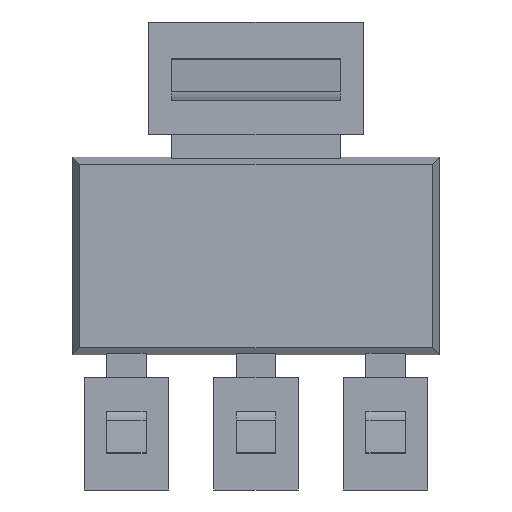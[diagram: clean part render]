
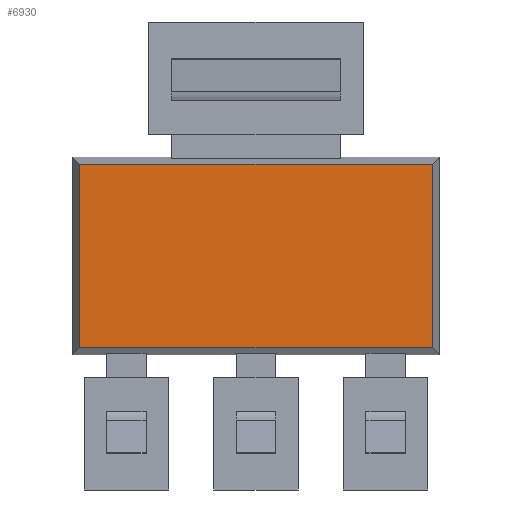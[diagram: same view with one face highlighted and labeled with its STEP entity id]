
A CAD part, front view. The second image highlights one B-rep face of the part: STEP entity #6930.
In plain terms, the highlighted planar face has unit normal (0, -1, 0).
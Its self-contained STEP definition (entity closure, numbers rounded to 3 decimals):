
#65 = VERTEX_POINT ( 'NONE', #8378 ) ;
#97 = EDGE_CURVE ( 'NONE', #8503, #1703, #5573, .T. ) ;
#423 = LINE ( 'NONE', #8548, #5535 ) ;
#769 = FACE_OUTER_BOUND ( 'NONE', #5365, .T. ) ;
#1577 = DIRECTION ( 'NONE',  ( 1., 0., 0. ) ) ;
#1703 = VERTEX_POINT ( 'NONE', #2765 ) ;
#1808 = VECTOR ( 'NONE', #8419, 1000. ) ;
#1923 = ORIENTED_EDGE ( 'NONE', *, *, #97, .T. ) ;
#2068 = CARTESIAN_POINT ( 'NONE',  ( 0., 0., 0. ) ) ;
#2279 = CARTESIAN_POINT ( 'NONE',  ( 3.125, 0., 0. ) ) ;
#2765 = CARTESIAN_POINT ( 'NONE',  ( -3.125, 0., 1.625 ) ) ;
#2801 = ORIENTED_EDGE ( 'NONE', *, *, #3822, .T. ) ;
#2845 = AXIS2_PLACEMENT_3D ( 'NONE', #2068, #4793, #4131 ) ;
#2912 = LINE ( 'NONE', #6450, #7263 ) ;
#2961 = CARTESIAN_POINT ( 'NONE',  ( 3.125, 0., 1.625 ) ) ;
#3458 = VERTEX_POINT ( 'NONE', #8369 ) ;
#3822 = EDGE_CURVE ( 'NONE', #3458, #65, #2912, .T. ) ;
#4131 = DIRECTION ( 'NONE',  ( 1., 0., 0. ) ) ;
#4410 = EDGE_CURVE ( 'NONE', #1703, #3458, #423, .T. ) ;
#4548 = VECTOR ( 'NONE', #8351, 1000. ) ;
#4693 = ORIENTED_EDGE ( 'NONE', *, *, #4410, .T. ) ;
#4793 = DIRECTION ( 'NONE',  ( 0., 1., 0. ) ) ;
#5024 = EDGE_CURVE ( 'NONE', #65, #8503, #6360, .T. ) ;
#5365 = EDGE_LOOP ( 'NONE', ( #6410, #1923, #4693, #2801 ) ) ;
#5535 = VECTOR ( 'NONE', #7115, 1000. ) ;
#5573 = LINE ( 'NONE', #5706, #1808 ) ;
#5706 = CARTESIAN_POINT ( 'NONE',  ( 0., 0., 1.625 ) ) ;
#6360 = LINE ( 'NONE', #2279, #4548 ) ;
#6410 = ORIENTED_EDGE ( 'NONE', *, *, #5024, .T. ) ;
#6450 = CARTESIAN_POINT ( 'NONE',  ( 0., 0., -1.625 ) ) ;
#6930 = ADVANCED_FACE ( 'NONE', ( #769 ), #8228, .F. ) ;
#7115 = DIRECTION ( 'NONE',  ( 0., 0., -1. ) ) ;
#7263 = VECTOR ( 'NONE', #1577, 1000. ) ;
#8228 = PLANE ( 'NONE',  #2845 ) ;
#8351 = DIRECTION ( 'NONE',  ( 0., 0., 1. ) ) ;
#8369 = CARTESIAN_POINT ( 'NONE',  ( -3.125, 0., -1.625 ) ) ;
#8378 = CARTESIAN_POINT ( 'NONE',  ( 3.125, 0., -1.625 ) ) ;
#8419 = DIRECTION ( 'NONE',  ( -1., 0., 0. ) ) ;
#8503 = VERTEX_POINT ( 'NONE', #2961 ) ;
#8548 = CARTESIAN_POINT ( 'NONE',  ( -3.125, 0., 0. ) ) ;
